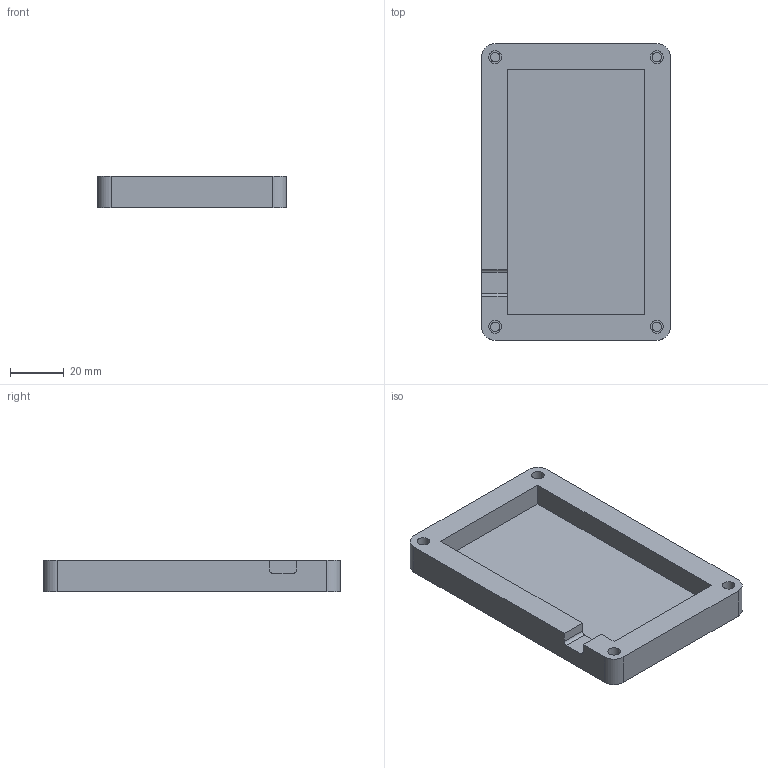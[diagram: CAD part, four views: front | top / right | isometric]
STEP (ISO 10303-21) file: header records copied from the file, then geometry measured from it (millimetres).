
FILE_DESCRIPTION(/* description */ (''),/* implementation_level */ '2;1');
FILE_NAME(/* name */ 'Case Bottom.step',/* time_stamp */ '2026-01-15T22:23:41-06:00',/* author */ (''),/* organization */ (''),/* preprocessor_version */ 'ST-DEVELOPER v20.1',/* originating_system */ 'Autodesk Translation Framework v14.21.0.0',/* authorisation */ '');
FILE_SCHEMA (('AUTOMOTIVE_DESIGN { 1 0 10303 214 3 1 1 }'));
Length unit declared in the file: millimetre
Products named in the file (1): 2026-01-10-23-10-08-059
Bounding box: 70 x 110 x 11.5 mm (x, y, z)
Volume: 47873.3 mm3; surface area: 22334 mm2
Topology: 1 solids, 1 shells, 36 faces, 78 edges, 52 vertices
Faces by surface type: plane 22, cylinder 14
Full cylindrical faces by diameter (mm): 3.4 x4, 4.7 x4
Entity records: 1054 total; most frequent: DIRECTION 180, CARTESIAN_POINT 167, ORIENTED_EDGE 156, EDGE_CURVE 78, AXIS2_PLACEMENT_3D 65, VERTEX_POINT 52, LINE 50, VECTOR 50
